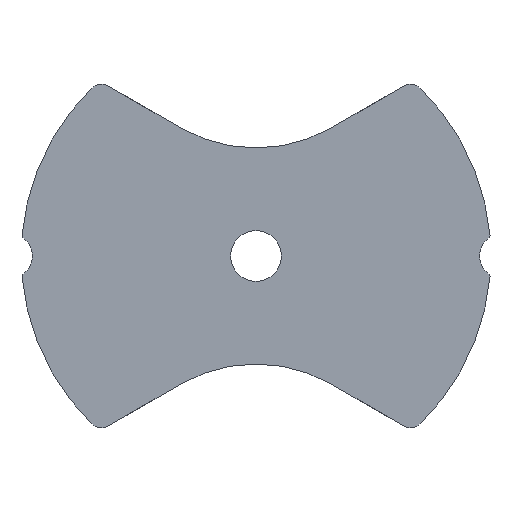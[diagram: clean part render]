
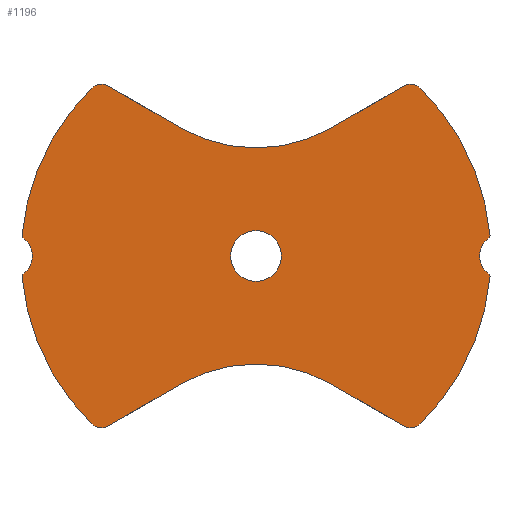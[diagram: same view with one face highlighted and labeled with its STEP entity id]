
A CAD part, front view. The second image highlights one B-rep face of the part: STEP entity #1196.
In plain terms, the highlighted planar face has unit normal (0, -1, 0).
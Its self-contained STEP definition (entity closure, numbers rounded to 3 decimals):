
#1=CARTESIAN_POINT('',(0.,0.,0.));
#2=DIRECTION('',(0.,1.,0.));
#3=DIRECTION('',(-0.7,0.,-0.714));
#4=AXIS2_PLACEMENT_3D('',#1,#2,#3);
#6=CARTESIAN_POINT('',(-24.658,0.,-2.127));
#7=DIRECTION('',(0.,-1.,0.));
#8=DIRECTION('',(-0.573,0.,0.82));
#9=AXIS2_PLACEMENT_3D('',#6,#7,#8);
#11=CARTESIAN_POINT('',(-26.146,0.,0.));
#12=DIRECTION('',(0.,-1.,0.));
#13=DIRECTION('',(0.573,0.,-0.82));
#14=AXIS2_PLACEMENT_3D('',#11,#12,#13);
#16=CARTESIAN_POINT('',(-24.658,0.,2.127));
#17=DIRECTION('',(0.,-1.,0.));
#18=DIRECTION('',(-0.996,0.,0.086));
#19=AXIS2_PLACEMENT_3D('',#16,#17,#18);
#21=CARTESIAN_POINT('',(0.,0.,0.));
#22=DIRECTION('',(0.,1.,0.));
#23=DIRECTION('',(-0.996,0.,0.086));
#24=AXIS2_PLACEMENT_3D('',#21,#22,#23);
#26=CARTESIAN_POINT('',(-16.457,0.,16.776));
#27=DIRECTION('',(0.,-1.,0.));
#28=DIRECTION('',(0.5,0.,0.866));
#29=AXIS2_PLACEMENT_3D('',#26,#27,#28);
#31=DIRECTION('',(0.866,0.,-0.5));
#32=VECTOR('',#31,8.831);
#33=CARTESIAN_POINT('',(-15.707,0.,18.075));
#34=LINE('',#33,#32);
#35=CARTESIAN_POINT('',(0.,0.,27.617));
#36=DIRECTION('',(0.,-1.,0.));
#37=DIRECTION('',(-0.5,0.,-0.866));
#38=AXIS2_PLACEMENT_3D('',#35,#36,#37);
#40=DIRECTION('',(0.866,0.,0.5));
#41=VECTOR('',#40,8.831);
#42=CARTESIAN_POINT('',(8.059,0.,13.659));
#43=LINE('',#42,#41);
#44=CARTESIAN_POINT('',(16.457,0.,16.776));
#45=DIRECTION('',(0.,-1.,0.));
#46=DIRECTION('',(0.7,0.,0.714));
#47=AXIS2_PLACEMENT_3D('',#44,#45,#46);
#49=CARTESIAN_POINT('',(0.,0.,0.));
#50=DIRECTION('',(0.,1.,0.));
#51=DIRECTION('',(0.7,0.,0.714));
#52=AXIS2_PLACEMENT_3D('',#49,#50,#51);
#54=CARTESIAN_POINT('',(24.658,0.,2.127));
#55=DIRECTION('',(0.,-1.,0.));
#56=DIRECTION('',(0.573,0.,-0.82));
#57=AXIS2_PLACEMENT_3D('',#54,#55,#56);
#59=CARTESIAN_POINT('',(26.146,0.,0.));
#60=DIRECTION('',(0.,-1.,0.));
#61=DIRECTION('',(-0.573,0.,0.82));
#62=AXIS2_PLACEMENT_3D('',#59,#60,#61);
#64=CARTESIAN_POINT('',(24.658,0.,-2.127));
#65=DIRECTION('',(0.,-1.,0.));
#66=DIRECTION('',(0.996,0.,-0.086));
#67=AXIS2_PLACEMENT_3D('',#64,#65,#66);
#69=CARTESIAN_POINT('',(0.,0.,0.));
#70=DIRECTION('',(0.,1.,0.));
#71=DIRECTION('',(0.996,0.,-0.086));
#72=AXIS2_PLACEMENT_3D('',#69,#70,#71);
#74=CARTESIAN_POINT('',(16.457,0.,-16.776));
#75=DIRECTION('',(0.,-1.,0.));
#76=DIRECTION('',(-0.5,0.,-0.866));
#77=AXIS2_PLACEMENT_3D('',#74,#75,#76);
#79=DIRECTION('',(-0.866,0.,0.5));
#80=VECTOR('',#79,8.831);
#81=CARTESIAN_POINT('',(15.707,0.,-18.075));
#82=LINE('',#81,#80);
#83=CARTESIAN_POINT('',(0.,0.,-27.617));
#84=DIRECTION('',(0.,-1.,0.));
#85=DIRECTION('',(0.5,0.,0.866));
#86=AXIS2_PLACEMENT_3D('',#83,#84,#85);
#88=DIRECTION('',(-0.866,0.,-0.5));
#89=VECTOR('',#88,8.831);
#90=CARTESIAN_POINT('',(-8.059,0.,-13.659));
#91=LINE('',#90,#89);
#92=CARTESIAN_POINT('',(-16.457,0.,-16.776));
#93=DIRECTION('',(0.,-1.,0.));
#94=DIRECTION('',(-0.7,0.,-0.714));
#95=AXIS2_PLACEMENT_3D('',#92,#93,#94);
#97=CARTESIAN_POINT('',(0.,0.,0.));
#98=DIRECTION('',(0.,1.,0.));
#99=DIRECTION('',(-1.,0.,0.));
#100=AXIS2_PLACEMENT_3D('',#97,#98,#99);
#102=CARTESIAN_POINT('',(0.,0.,0.));
#103=DIRECTION('',(0.,1.,0.));
#104=DIRECTION('',(1.,0.,0.));
#105=AXIS2_PLACEMENT_3D('',#102,#103,#104);
#961=CARTESIAN_POINT('',(-8.059,0.,13.659));
#962=CARTESIAN_POINT('',(8.059,0.,13.659));
#963=VERTEX_POINT('',#961);
#964=VERTEX_POINT('',#962);
#965=CARTESIAN_POINT('',(8.059,0.,-13.659));
#966=CARTESIAN_POINT('',(-8.059,0.,-13.659));
#967=VERTEX_POINT('',#965);
#968=VERTEX_POINT('',#966);
#981=CARTESIAN_POINT('',(-17.507,0.,-17.847));
#983=VERTEX_POINT('',#981);
#985=CARTESIAN_POINT('',(-15.707,0.,-18.075));
#986=VERTEX_POINT('',#985);
#990=CARTESIAN_POINT('',(17.507,0.,-17.847));
#992=VERTEX_POINT('',#990);
#994=CARTESIAN_POINT('',(15.707,0.,-18.075));
#996=VERTEX_POINT('',#994);
#997=CARTESIAN_POINT('',(17.507,0.,17.847));
#999=VERTEX_POINT('',#997);
#1001=CARTESIAN_POINT('',(15.707,0.,18.075));
#1002=VERTEX_POINT('',#1001);
#1006=CARTESIAN_POINT('',(-17.507,0.,17.847));
#1008=VERTEX_POINT('',#1006);
#1010=CARTESIAN_POINT('',(-15.707,0.,18.075));
#1012=VERTEX_POINT('',#1010);
#1065=CARTESIAN_POINT('',(-24.907,0.,-2.149));
#1066=VERTEX_POINT('',#1065);
#1067=CARTESIAN_POINT('',(-24.907,0.,2.149));
#1068=VERTEX_POINT('',#1067);
#1069=CARTESIAN_POINT('',(24.907,0.,2.149));
#1070=VERTEX_POINT('',#1069);
#1071=CARTESIAN_POINT('',(24.907,0.,-2.149));
#1072=VERTEX_POINT('',#1071);
#1081=CARTESIAN_POINT('',(-2.7,0.,0.));
#1082=CARTESIAN_POINT('',(2.7,0.,0.));
#1083=VERTEX_POINT('',#1081);
#1084=VERTEX_POINT('',#1082);
#1128=CARTESIAN_POINT('',(-24.802,0.,1.923));
#1130=VERTEX_POINT('',#1128);
#1131=CARTESIAN_POINT('',(-24.802,0.,-1.923));
#1133=VERTEX_POINT('',#1131);
#1135=CARTESIAN_POINT('',(24.802,0.,1.923));
#1137=VERTEX_POINT('',#1135);
#1140=CARTESIAN_POINT('',(24.802,0.,-1.923));
#1142=VERTEX_POINT('',#1140);
#1143=CARTESIAN_POINT('',(0.,0.,0.));
#1144=DIRECTION('',(0.,1.,0.));
#1145=DIRECTION('',(1.,0.,0.));
#1146=AXIS2_PLACEMENT_3D('',#1143,#1144,#1145);
#1147=PLANE('',#1146);
#1149=ORIENTED_EDGE('',*,*,#1148,.T.);
#1151=ORIENTED_EDGE('',*,*,#1150,.F.);
#1153=ORIENTED_EDGE('',*,*,#1152,.T.);
#1155=ORIENTED_EDGE('',*,*,#1154,.F.);
#1157=ORIENTED_EDGE('',*,*,#1156,.T.);
#1159=ORIENTED_EDGE('',*,*,#1158,.F.);
#1161=ORIENTED_EDGE('',*,*,#1160,.T.);
#1163=ORIENTED_EDGE('',*,*,#1162,.T.);
#1165=ORIENTED_EDGE('',*,*,#1164,.T.);
#1167=ORIENTED_EDGE('',*,*,#1166,.F.);
#1169=ORIENTED_EDGE('',*,*,#1168,.T.);
#1171=ORIENTED_EDGE('',*,*,#1170,.F.);
#1173=ORIENTED_EDGE('',*,*,#1172,.T.);
#1175=ORIENTED_EDGE('',*,*,#1174,.F.);
#1177=ORIENTED_EDGE('',*,*,#1176,.T.);
#1179=ORIENTED_EDGE('',*,*,#1178,.F.);
#1181=ORIENTED_EDGE('',*,*,#1180,.T.);
#1183=ORIENTED_EDGE('',*,*,#1182,.T.);
#1185=ORIENTED_EDGE('',*,*,#1184,.T.);
#1187=ORIENTED_EDGE('',*,*,#1186,.F.);
#1188=EDGE_LOOP('',(#1149,#1151,#1153,#1155,#1157,#1159,#1161,#1163,#1165,#1167,
#1169,#1171,#1173,#1175,#1177,#1179,#1181,#1183,#1185,#1187));
#1189=FACE_OUTER_BOUND('',#1188,.F.);
#1191=ORIENTED_EDGE('',*,*,#1190,.F.);
#1193=ORIENTED_EDGE('',*,*,#1192,.F.);
#1194=EDGE_LOOP('',(#1191,#1193));
#1195=FACE_BOUND('',#1194,.F.);
#1196=ADVANCED_FACE('',(#1189,#1195),#1147,.F.);
#5=CIRCLE('',#4,25.);
#10=CIRCLE('',#9,0.25);
#15=CIRCLE('',#14,2.346);
#20=CIRCLE('',#19,0.25);
#25=CIRCLE('',#24,25.);
#30=CIRCLE('',#29,1.5);
#39=CIRCLE('',#38,16.117);
#48=CIRCLE('',#47,1.5);
#53=CIRCLE('',#52,25.);
#58=CIRCLE('',#57,0.25);
#63=CIRCLE('',#62,2.346);
#68=CIRCLE('',#67,0.25);
#73=CIRCLE('',#72,25.);
#78=CIRCLE('',#77,1.5);
#87=CIRCLE('',#86,16.117);
#96=CIRCLE('',#95,1.5);
#101=CIRCLE('',#100,2.7);
#106=CIRCLE('',#105,2.7);
#1148=EDGE_CURVE('',#983,#1066,#5,.T.);
#1150=EDGE_CURVE('',#1133,#1066,#10,.T.);
#1152=EDGE_CURVE('',#1133,#1130,#15,.T.);
#1154=EDGE_CURVE('',#1068,#1130,#20,.T.);
#1156=EDGE_CURVE('',#1068,#1008,#25,.T.);
#1158=EDGE_CURVE('',#1012,#1008,#30,.T.);
#1160=EDGE_CURVE('',#1012,#963,#34,.T.);
#1162=EDGE_CURVE('',#963,#964,#39,.T.);
#1164=EDGE_CURVE('',#964,#1002,#43,.T.);
#1166=EDGE_CURVE('',#999,#1002,#48,.T.);
#1168=EDGE_CURVE('',#999,#1070,#53,.T.);
#1170=EDGE_CURVE('',#1137,#1070,#58,.T.);
#1172=EDGE_CURVE('',#1137,#1142,#63,.T.);
#1174=EDGE_CURVE('',#1072,#1142,#68,.T.);
#1176=EDGE_CURVE('',#1072,#992,#73,.T.);
#1178=EDGE_CURVE('',#996,#992,#78,.T.);
#1180=EDGE_CURVE('',#996,#967,#82,.T.);
#1182=EDGE_CURVE('',#967,#968,#87,.T.);
#1184=EDGE_CURVE('',#968,#986,#91,.T.);
#1186=EDGE_CURVE('',#983,#986,#96,.T.);
#1190=EDGE_CURVE('',#1083,#1084,#101,.T.);
#1192=EDGE_CURVE('',#1084,#1083,#106,.T.);
